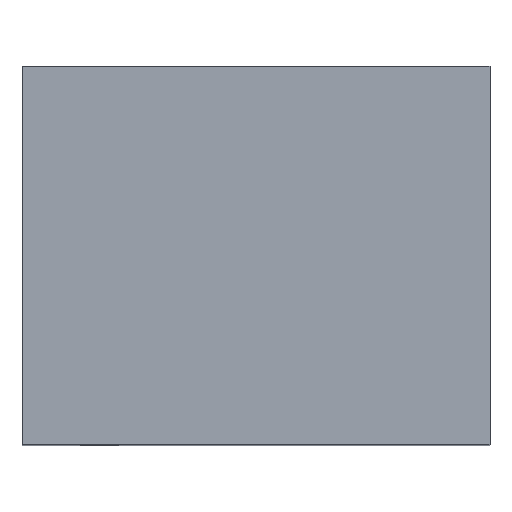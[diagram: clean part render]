
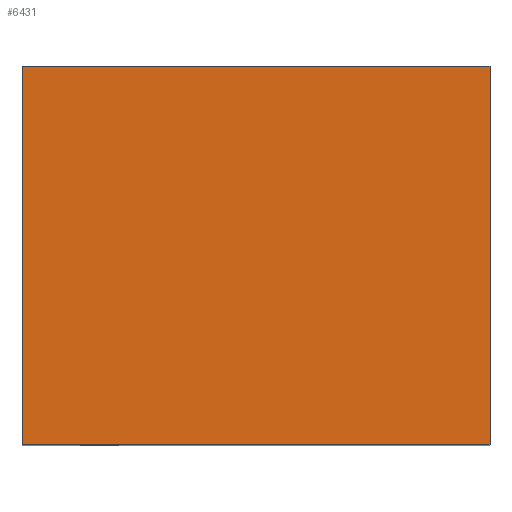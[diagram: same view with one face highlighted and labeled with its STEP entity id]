
A CAD part, top view. The second image highlights one B-rep face of the part: STEP entity #6431.
In plain terms, the highlighted planar face has unit normal (0, 0, 1).
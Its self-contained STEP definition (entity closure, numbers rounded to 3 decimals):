
#103=ORIENTED_EDGE('',*,*,#1965,.F.);
#104=ORIENTED_EDGE('',*,*,#1966,.F.);
#105=ORIENTED_EDGE('',*,*,#1967,.F.);
#106=ORIENTED_EDGE('',*,*,#1968,.T.);
#1965=EDGE_CURVE('',#2896,#2897,#3524,.T.);
#1966=EDGE_CURVE('',#2898,#2896,#3525,.T.);
#1967=EDGE_CURVE('',#2899,#2898,#3526,.T.);
#1968=EDGE_CURVE('',#2899,#2897,#3527,.T.);
#2896=VERTEX_POINT('',#8916);
#2897=VERTEX_POINT('',#8917);
#2898=VERTEX_POINT('',#8919);
#2899=VERTEX_POINT('',#8921);
#3524=LINE('',#8915,#4397);
#3525=LINE('',#8918,#4398);
#3526=LINE('',#8920,#4399);
#3527=LINE('',#8922,#4400);
#4397=VECTOR('',#7217,1000.);
#4398=VECTOR('',#7218,1000.);
#4399=VECTOR('',#7219,1000.);
#4400=VECTOR('',#7220,1000.);
#5263=EDGE_LOOP('',(#103,#104,#105,#106));
#5684=FACE_BOUND('',#5263,.T.);
#6105=PLANE('',#6795);
#6431=ADVANCED_FACE('',(#5684),#6105,.F.);
#6795=AXIS2_PLACEMENT_3D('',#8914,#7215,#7216);
#7215=DIRECTION('',(0.,0.,-1.));
#7216=DIRECTION('',(0.,1.,0.));
#7217=DIRECTION('',(-1.,0.,0.));
#7218=DIRECTION('',(0.,-1.,0.));
#7219=DIRECTION('',(1.,0.,0.));
#7220=DIRECTION('',(0.,-1.,0.));
#8914=CARTESIAN_POINT('',(14.395,28.282,12.631));
#8915=CARTESIAN_POINT('',(14.395,10.28,12.631));
#8916=CARTESIAN_POINT('',(26.645,10.28,12.631));
#8917=CARTESIAN_POINT('',(2.145,10.28,12.631));
#8918=CARTESIAN_POINT('',(26.645,25.882,12.631));
#8919=CARTESIAN_POINT('',(26.645,30.08,12.631));
#8920=CARTESIAN_POINT('',(5.825,30.08,12.631));
#8921=CARTESIAN_POINT('',(2.145,30.08,12.631));
#8922=CARTESIAN_POINT('',(2.145,10.382,12.631));
